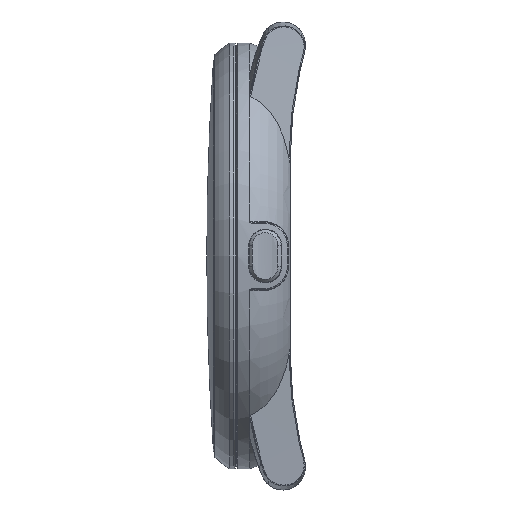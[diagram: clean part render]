
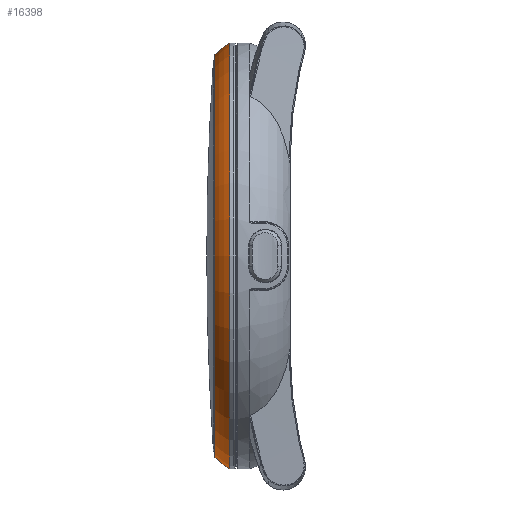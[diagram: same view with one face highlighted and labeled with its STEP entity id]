
A CAD part, left-side view. The second image highlights one B-rep face of the part: STEP entity #16398.
In plain terms, the highlighted toroidal (fillet/blend) face has major radius 14.868 mm and minor radius 5 mm.
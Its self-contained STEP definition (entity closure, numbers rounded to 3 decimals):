
#287 = ORIENTED_EDGE ( 'NONE', *, *, #9607, .T. ) ;
#757 = CARTESIAN_POINT ( 'NONE',  ( 0., 3.042, -14.868 ) ) ;
#787 = CIRCLE ( 'NONE', #12487, 19.242 ) ;
#890 = CIRCLE ( 'NONE', #3005, 5. ) ;
#2569 = DIRECTION ( 'NONE',  ( 0., 0., 1. ) ) ;
#3005 = AXIS2_PLACEMENT_3D ( 'NONE', #757, #13389, #2569 ) ;
#3136 = CARTESIAN_POINT ( 'NONE',  ( 0., 6.79, 0. ) ) ;
#3844 = CARTESIAN_POINT ( 'NONE',  ( 0., 6.79, 18.178 ) ) ;
#4758 = DIRECTION ( 'NONE',  ( 0., 0., 1. ) ) ;
#4943 = DIRECTION ( 'NONE',  ( 0., 0., -1. ) ) ;
#6187 = CARTESIAN_POINT ( 'NONE',  ( 0., 3.042, 14.868 ) ) ;
#6469 = AXIS2_PLACEMENT_3D ( 'NONE', #3136, #15803, #4943 ) ;
#6736 = EDGE_CURVE ( 'NONE', #9224, #20484, #787, .T. ) ;
#7890 = DIRECTION ( 'NONE',  ( 0., -1., 0. ) ) ;
#8010 = DIRECTION ( 'NONE',  ( 0., 0., -1. ) ) ;
#8640 = EDGE_CURVE ( 'NONE', #22436, #10566, #20225, .T. ) ;
#9224 = VERTEX_POINT ( 'NONE', #12689 ) ;
#9607 = EDGE_CURVE ( 'NONE', #10566, #20484, #890, .T. ) ;
#9912 = ORIENTED_EDGE ( 'NONE', *, *, #6736, .F. ) ;
#10187 = FACE_OUTER_BOUND ( 'NONE', #23171, .T. ) ;
#10566 = VERTEX_POINT ( 'NONE', #13683 ) ;
#12487 = AXIS2_PLACEMENT_3D ( 'NONE', #18774, #7890, #20595 ) ;
#12689 = CARTESIAN_POINT ( 'NONE',  ( 0., 5.465, 19.242 ) ) ;
#13389 = DIRECTION ( 'NONE',  ( -1., 0., 0. ) ) ;
#13664 = AXIS2_PLACEMENT_3D ( 'NONE', #6187, #18884, #8010 ) ;
#13683 = CARTESIAN_POINT ( 'NONE',  ( 0., 6.79, -18.178 ) ) ;
#15210 = EDGE_CURVE ( 'NONE', #22436, #9224, #19066, .T. ) ;
#15451 = CARTESIAN_POINT ( 'NONE',  ( 0., 5.465, -19.242 ) ) ;
#15616 = DIRECTION ( 'NONE',  ( 0., -1., 0. ) ) ;
#15803 = DIRECTION ( 'NONE',  ( 0., -1., 0. ) ) ;
#16398 = ADVANCED_FACE ( 'NONE', ( #10187 ), #18166, .T. ) ;
#16611 = ORIENTED_EDGE ( 'NONE', *, *, #15210, .F. ) ;
#17964 = AXIS2_PLACEMENT_3D ( 'NONE', #20936, #15616, #4758 ) ;
#18166 = TOROIDAL_SURFACE ( 'NONE', #17964, 14.868, 5. ) ;
#18774 = CARTESIAN_POINT ( 'NONE',  ( 0., 5.465, 0. ) ) ;
#18884 = DIRECTION ( 'NONE',  ( 1., 0., 0. ) ) ;
#19066 = CIRCLE ( 'NONE', #13664, 5. ) ;
#20225 = CIRCLE ( 'NONE', #6469, 18.178 ) ;
#20484 = VERTEX_POINT ( 'NONE', #15451 ) ;
#20595 = DIRECTION ( 'NONE',  ( 0., 0., 1. ) ) ;
#20879 = ORIENTED_EDGE ( 'NONE', *, *, #8640, .T. ) ;
#20936 = CARTESIAN_POINT ( 'NONE',  ( 0., 3.042, 0. ) ) ;
#22436 = VERTEX_POINT ( 'NONE', #3844 ) ;
#23171 = EDGE_LOOP ( 'NONE', ( #20879, #287, #9912, #16611 ) ) ;
